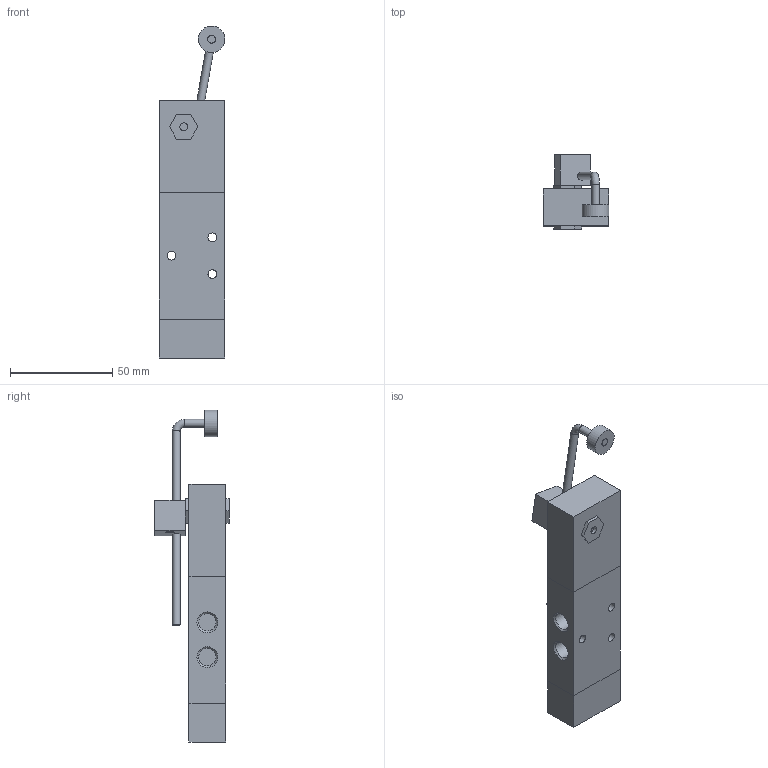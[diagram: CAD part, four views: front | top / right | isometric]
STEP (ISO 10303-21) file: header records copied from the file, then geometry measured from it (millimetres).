
FILE_DESCRIPTION((''),'2;1');
FILE_NAME('228_52_4_13.stp','2006-12-19T11:41:43',('rivolro1'),(''),'Autodesk Inventor 11','Autodesk Inventor 11','');
FILE_SCHEMA(('AUTOMOTIVE_DESIGN { 1 0 10303 214 1 1 1 1 }'));
Length unit declared in the file: millimetre
Products named in the file (3): 228_52_4_13; 228_52_4_13(A); 228_52_4_13(B)
Assembly tree (2 placements, depth 2):
  228_52_4_13
    228_52_4_13(A)
    228_52_4_13(B)
Bounding box: 32.14 x 36.5 x 162.28 mm (x, y, z)
Volume: 74643.4 mm3; surface area: 19346.5 mm2
Topology: 3 solids, 3 shells, 77 faces, 164 edges, 105 vertices
Faces by surface type: plane 45, cylinder 16, bspline 15, torus 1
Full cylindrical faces by diameter (mm): 3.1 x1, 3.8 x5, 3.9 x1, 4 x5, 4.25 x3, 13 x1
Entity records: 2200 total; most frequent: CARTESIAN_POINT 549, DIRECTION 316, ORIENTED_EDGE 272, EDGE_CURVE 136, EDGE_LOOP 132, AXIS2_PLACEMENT_3D 115, VERTEX_POINT 104, VECTOR 86
